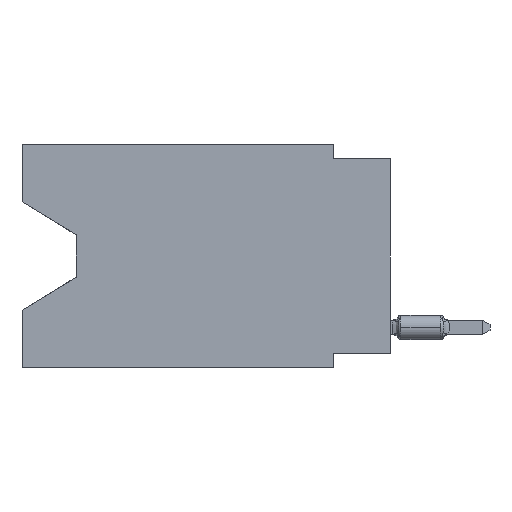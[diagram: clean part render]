
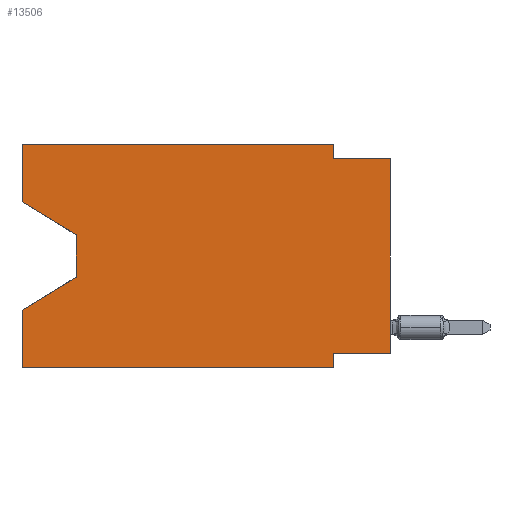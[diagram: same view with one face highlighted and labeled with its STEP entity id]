
A CAD part, left-side view. The second image highlights one B-rep face of the part: STEP entity #13506.
In plain terms, the highlighted planar face has unit normal (-1, 0, 0).
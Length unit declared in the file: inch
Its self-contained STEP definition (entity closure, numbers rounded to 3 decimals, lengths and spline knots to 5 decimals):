
#354 = LINE ( 'NONE', #4274, #4977 ) ;
#575 = DIRECTION ( 'NONE',  ( 1., 0., 0. ) ) ;
#657 = CARTESIAN_POINT ( 'NONE',  ( 0., 0.645, -0.10025 ) ) ;
#734 = ORIENTED_EDGE ( 'NONE', *, *, #2058, .F. ) ;
#752 = CARTESIAN_POINT ( 'NONE',  ( 0., 0., -0.365 ) ) ;
#770 = EDGE_CURVE ( 'NONE', #15759, #10516, #1254, .T. ) ;
#847 = ORIENTED_EDGE ( 'NONE', *, *, #5292, .F. ) ;
#851 = VERTEX_POINT ( 'NONE', #9456 ) ;
#1016 = EDGE_CURVE ( 'NONE', #11598, #15150, #16221, .T. ) ;
#1254 = LINE ( 'NONE', #10320, #2315 ) ;
#1272 = ORIENTED_EDGE ( 'NONE', *, *, #10094, .T. ) ;
#1551 = VECTOR ( 'NONE', #3057, 39.37008 ) ;
#1801 = ORIENTED_EDGE ( 'NONE', *, *, #13510, .T. ) ;
#1989 = ORIENTED_EDGE ( 'NONE', *, *, #770, .F. ) ;
#2058 = EDGE_CURVE ( 'NONE', #10516, #4898, #2878, .T. ) ;
#2084 = CARTESIAN_POINT ( 'NONE',  ( 0., 0.1, -0.39 ) ) ;
#2315 = VECTOR ( 'NONE', #14100, 39.37008 ) ;
#2330 = LINE ( 'NONE', #6257, #6177 ) ;
#2471 = VECTOR ( 'NONE', #3374, 39.37008 ) ;
#2654 = VECTOR ( 'NONE', #5699, 39.37008 ) ;
#2734 = ORIENTED_EDGE ( 'NONE', *, *, #13520, .T. ) ;
#2803 = EDGE_CURVE ( 'NONE', #8701, #4190, #354, .T. ) ;
#2820 = CARTESIAN_POINT ( 'NONE',  ( 0., 0.55, -0.232 ) ) ;
#2878 = LINE ( 'NONE', #5688, #14277 ) ;
#3057 = DIRECTION ( 'NONE',  ( 0., -0.855, -0.519 ) ) ;
#3259 = EDGE_LOOP ( 'NONE', ( #1801, #2734, #11878, #13606, #1272, #5044, #847, #12791, #734, #1989, #13910, #8266 ) ) ;
#3374 = DIRECTION ( 'NONE',  ( 0., 0., -1. ) ) ;
#3426 = CARTESIAN_POINT ( 'NONE',  ( 0., 0.645, -0.39 ) ) ;
#3438 = DIRECTION ( 'NONE',  ( 0., -1., 0. ) ) ;
#3498 = DIRECTION ( 'NONE',  ( 0., 0., 1. ) ) ;
#3543 = CARTESIAN_POINT ( 'NONE',  ( 0., 0., -0.365 ) ) ;
#3592 = LINE ( 'NONE', #3426, #4679 ) ;
#3712 = VECTOR ( 'NONE', #3498, 39.37008 ) ;
#4190 = VERTEX_POINT ( 'NONE', #12957 ) ;
#4274 = CARTESIAN_POINT ( 'NONE',  ( 0., 0.55, -0.232 ) ) ;
#4410 = FACE_OUTER_BOUND ( 'NONE', #3259, .T. ) ;
#4679 = VECTOR ( 'NONE', #8646, 39.37008 ) ;
#4898 = VERTEX_POINT ( 'NONE', #10090 ) ;
#4977 = VECTOR ( 'NONE', #10685, 39.37008 ) ;
#5044 = ORIENTED_EDGE ( 'NONE', *, *, #7956, .F. ) ;
#5292 = EDGE_CURVE ( 'NONE', #15250, #11455, #14019, .T. ) ;
#5337 = LINE ( 'NONE', #9204, #11667 ) ;
#5634 = VERTEX_POINT ( 'NONE', #15883 ) ;
#5688 = CARTESIAN_POINT ( 'NONE',  ( 0., 0., -0.025 ) ) ;
#5699 = DIRECTION ( 'NONE',  ( 0., 0., -1. ) ) ;
#5700 = CARTESIAN_POINT ( 'NONE',  ( 0., 0.645, 0. ) ) ;
#5873 = DIRECTION ( 'NONE',  ( 0., 0., -1. ) ) ;
#6177 = VECTOR ( 'NONE', #3438, 39.37008 ) ;
#6257 = CARTESIAN_POINT ( 'NONE',  ( 0., 0.645, 0. ) ) ;
#7262 = DIRECTION ( 'NONE',  ( 0., 1., 0. ) ) ;
#7300 = CARTESIAN_POINT ( 'NONE',  ( 0., 0.1, -0.365 ) ) ;
#7689 = CARTESIAN_POINT ( 'NONE',  ( 0., 0.1, 0. ) ) ;
#7956 = EDGE_CURVE ( 'NONE', #11455, #851, #11234, .T. ) ;
#8104 = DIRECTION ( 'NONE',  ( 0., -1., 0. ) ) ;
#8266 = ORIENTED_EDGE ( 'NONE', *, *, #1016, .F. ) ;
#8607 = DIRECTION ( 'NONE',  ( 0., 0., 1. ) ) ;
#8646 = DIRECTION ( 'NONE',  ( 0., -1., 0. ) ) ;
#8701 = VERTEX_POINT ( 'NONE', #2820 ) ;
#9204 = CARTESIAN_POINT ( 'NONE',  ( 0., 0.645, 0. ) ) ;
#9357 = VECTOR ( 'NONE', #7262, 39.37008 ) ;
#9456 = CARTESIAN_POINT ( 'NONE',  ( 0., 0.1, -0.39 ) ) ;
#9457 = DIRECTION ( 'NONE',  ( 0., 0., 1. ) ) ;
#9793 = LINE ( 'NONE', #657, #1551 ) ;
#9884 = CARTESIAN_POINT ( 'NONE',  ( 0., 0.55, -0.158 ) ) ;
#10090 = CARTESIAN_POINT ( 'NONE',  ( 0., 0., -0.025 ) ) ;
#10094 = EDGE_CURVE ( 'NONE', #5634, #851, #3592, .T. ) ;
#10253 = CARTESIAN_POINT ( 'NONE',  ( 0., 0., 0. ) ) ;
#10320 = CARTESIAN_POINT ( 'NONE',  ( 0., 0.1, 0. ) ) ;
#10516 = VERTEX_POINT ( 'NONE', #11355 ) ;
#10685 = DIRECTION ( 'NONE',  ( 0., 0.855, -0.519 ) ) ;
#11234 = LINE ( 'NONE', #2084, #2471 ) ;
#11355 = CARTESIAN_POINT ( 'NONE',  ( 0., 0.1, -0.025 ) ) ;
#11455 = VERTEX_POINT ( 'NONE', #7300 ) ;
#11598 = VERTEX_POINT ( 'NONE', #16808 ) ;
#11667 = VECTOR ( 'NONE', #9457, 39.37008 ) ;
#11704 = CARTESIAN_POINT ( 'NONE',  ( 0., 0.55, -0.158 ) ) ;
#11878 = ORIENTED_EDGE ( 'NONE', *, *, #2803, .T. ) ;
#12044 = EDGE_CURVE ( 'NONE', #15250, #4898, #15227, .T. ) ;
#12292 = PLANE ( 'NONE',  #12493 ) ;
#12493 = AXIS2_PLACEMENT_3D ( 'NONE', #14949, #575, #5873 ) ;
#12791 = ORIENTED_EDGE ( 'NONE', *, *, #12044, .T. ) ;
#12957 = CARTESIAN_POINT ( 'NONE',  ( 0., 0.645, -0.28975 ) ) ;
#13506 = ADVANCED_FACE ( 'NONE', ( #4410 ), #12292, .F. ) ;
#13510 = EDGE_CURVE ( 'NONE', #11598, #14948, #9793, .T. ) ;
#13520 = EDGE_CURVE ( 'NONE', #14948, #8701, #16402, .T. ) ;
#13606 = ORIENTED_EDGE ( 'NONE', *, *, #15863, .F. ) ;
#13910 = ORIENTED_EDGE ( 'NONE', *, *, #14454, .F. ) ;
#14019 = LINE ( 'NONE', #752, #9357 ) ;
#14100 = DIRECTION ( 'NONE',  ( 0., 0., -1. ) ) ;
#14277 = VECTOR ( 'NONE', #8104, 39.37008 ) ;
#14454 = EDGE_CURVE ( 'NONE', #15150, #15759, #2330, .T. ) ;
#14948 = VERTEX_POINT ( 'NONE', #11704 ) ;
#14949 = CARTESIAN_POINT ( 'NONE',  ( 0., 0.645, 0. ) ) ;
#15150 = VERTEX_POINT ( 'NONE', #5700 ) ;
#15227 = LINE ( 'NONE', #10253, #3712 ) ;
#15250 = VERTEX_POINT ( 'NONE', #3543 ) ;
#15436 = VECTOR ( 'NONE', #8607, 39.37008 ) ;
#15759 = VERTEX_POINT ( 'NONE', #7689 ) ;
#15863 = EDGE_CURVE ( 'NONE', #5634, #4190, #5337, .T. ) ;
#15883 = CARTESIAN_POINT ( 'NONE',  ( 0., 0.645, -0.39 ) ) ;
#16221 = LINE ( 'NONE', #16565, #15436 ) ;
#16402 = LINE ( 'NONE', #9884, #2654 ) ;
#16565 = CARTESIAN_POINT ( 'NONE',  ( 0., 0.645, 0. ) ) ;
#16808 = CARTESIAN_POINT ( 'NONE',  ( 0., 0.645, -0.10025 ) ) ;
